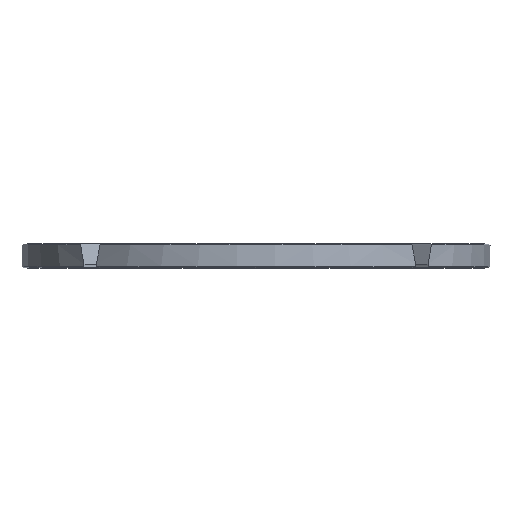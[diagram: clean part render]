
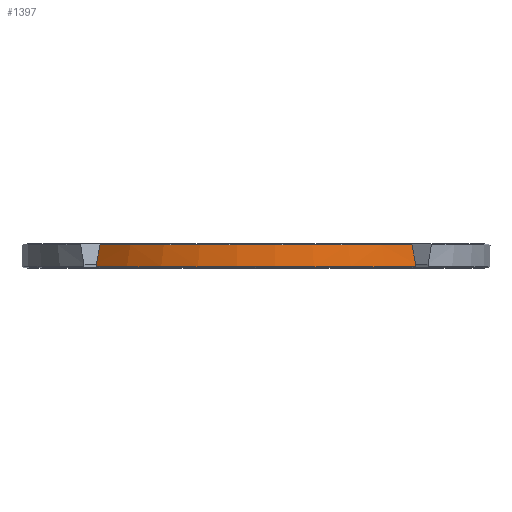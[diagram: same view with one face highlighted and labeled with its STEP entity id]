
A CAD part, top view. The second image highlights one B-rep face of the part: STEP entity #1397.
In plain terms, the highlighted cylindrical face has radius 68.9 mm (diameter 137.8 mm), a partial arc.
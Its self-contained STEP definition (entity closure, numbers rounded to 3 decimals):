
#28 = CARTESIAN_POINT ( 'NONE',  ( -46.515, -4.099, 50.831 ) ) ;
#31 = EDGE_CURVE ( 'NONE', #1677, #1841, #283, .T. ) ;
#43 = LINE ( 'NONE', #953, #907 ) ;
#47 = ORIENTED_EDGE ( 'NONE', *, *, #1399, .T. ) ;
#135 = AXIS2_PLACEMENT_3D ( 'NONE', #158, #779, #1393 ) ;
#158 = CARTESIAN_POINT ( 'NONE',  ( 0., 2.462, 0. ) ) ;
#165 = ORIENTED_EDGE ( 'NONE', *, *, #31, .T. ) ;
#203 = CARTESIAN_POINT ( 'NONE',  ( -45.757, -0.3, 51.512 ) ) ;
#215 = CARTESIAN_POINT ( 'NONE',  ( 46.515, -4.099, 50.831 ) ) ;
#242 = EDGE_CURVE ( 'NONE', #303, #340, #1584, .T. ) ;
#245 = CARTESIAN_POINT ( 'NONE',  ( -46.889, -6., 50.484 ) ) ;
#264 = VERTEX_POINT ( 'NONE', #1001 ) ;
#281 = ORIENTED_EDGE ( 'NONE', *, *, #1230, .F. ) ;
#283 =( BOUNDED_CURVE ( )  B_SPLINE_CURVE ( 3, ( #1276, #1269, #28, #1447 ),
 .UNSPECIFIED., .F., .F. ) 
 B_SPLINE_CURVE_WITH_KNOTS ( ( 4, 4 ),
 ( 1.512, 1.534 ),
 .UNSPECIFIED. ) 
 CURVE ( )  GEOMETRIC_REPRESENTATION_ITEM ( )  RATIONAL_B_SPLINE_CURVE ( ( 1., 1., 1., 1. ) ) 
 REPRESENTATION_ITEM ( '' )  );
#303 = VERTEX_POINT ( 'NONE', #1707 ) ;
#322 = AXIS2_PLACEMENT_3D ( 'NONE', #1953, #1672, #1178 ) ;
#340 = VERTEX_POINT ( 'NONE', #1967 ) ;
#346 = DIRECTION ( 'NONE',  ( 0., 0., 1. ) ) ;
#402 = ORIENTED_EDGE ( 'NONE', *, *, #242, .T. ) ;
#503 = CARTESIAN_POINT ( 'NONE',  ( 0., -6.7, 0. ) ) ;
#511 = CARTESIAN_POINT ( 'NONE',  ( 46.889, -6.7, 50.484 ) ) ;
#512 = LINE ( 'NONE', #1566, #1499 ) ;
#515 = DIRECTION ( 'NONE',  ( 0., 1., 0. ) ) ;
#589 = EDGE_LOOP ( 'NONE', ( #47, #1320, #402, #281, #165, #1247 ) ) ;
#662 = CYLINDRICAL_SURFACE ( 'NONE', #135, 68.9 ) ;
#779 = DIRECTION ( 'NONE',  ( 0., 1., 0. ) ) ;
#907 = VECTOR ( 'NONE', #515, 1000. ) ;
#953 = CARTESIAN_POINT ( 'NONE',  ( -46.889, -7., 50.484 ) ) ;
#987 = CARTESIAN_POINT ( 'NONE',  ( 46.889, -6., 50.484 ) ) ;
#1001 = CARTESIAN_POINT ( 'NONE',  ( -46.889, -6.7, 50.484 ) ) ;
#1119 = DIRECTION ( 'NONE',  ( 0., 1., 0. ) ) ;
#1178 = DIRECTION ( 'NONE',  ( 0., 0., 1. ) ) ;
#1230 = EDGE_CURVE ( 'NONE', #1677, #340, #1715, .T. ) ;
#1247 = ORIENTED_EDGE ( 'NONE', *, *, #1622, .F. ) ;
#1255 = VERTEX_POINT ( 'NONE', #511 ) ;
#1262 = DIRECTION ( 'NONE',  ( 0., 1., 0. ) ) ;
#1269 = CARTESIAN_POINT ( 'NONE',  ( -46.138, -2.199, 51.174 ) ) ;
#1276 = CARTESIAN_POINT ( 'NONE',  ( -45.757, -0.3, 51.512 ) ) ;
#1290 = AXIS2_PLACEMENT_3D ( 'NONE', #503, #1119, #346 ) ;
#1320 = ORIENTED_EDGE ( 'NONE', *, *, #1973, .T. ) ;
#1322 = CIRCLE ( 'NONE', #1290, 68.9 ) ;
#1393 = DIRECTION ( 'NONE',  ( 0., 0., 1. ) ) ;
#1397 = ADVANCED_FACE ( 'NONE', ( #1895 ), #662, .T. ) ;
#1399 = EDGE_CURVE ( 'NONE', #264, #1255, #1322, .T. ) ;
#1447 = CARTESIAN_POINT ( 'NONE',  ( -46.889, -6., 50.484 ) ) ;
#1499 = VECTOR ( 'NONE', #1262, 1000. ) ;
#1566 = CARTESIAN_POINT ( 'NONE',  ( 46.889, -7., 50.484 ) ) ;
#1584 =( BOUNDED_CURVE ( )  B_SPLINE_CURVE ( 3, ( #987, #215, #1956, #1792 ),
 .UNSPECIFIED., .F., .F. ) 
 B_SPLINE_CURVE_WITH_KNOTS ( ( 4, 4 ),
 ( 4.749, 4.771 ),
 .UNSPECIFIED. ) 
 CURVE ( )  GEOMETRIC_REPRESENTATION_ITEM ( )  RATIONAL_B_SPLINE_CURVE ( ( 1., 1., 1., 1. ) ) 
 REPRESENTATION_ITEM ( '' )  );
#1622 = EDGE_CURVE ( 'NONE', #264, #1841, #43, .T. ) ;
#1672 = DIRECTION ( 'NONE',  ( 0., 1., 0. ) ) ;
#1677 = VERTEX_POINT ( 'NONE', #203 ) ;
#1707 = CARTESIAN_POINT ( 'NONE',  ( 46.889, -6., 50.484 ) ) ;
#1715 = CIRCLE ( 'NONE', #322, 68.9 ) ;
#1792 = CARTESIAN_POINT ( 'NONE',  ( 45.757, -0.3, 51.512 ) ) ;
#1841 = VERTEX_POINT ( 'NONE', #245 ) ;
#1895 = FACE_OUTER_BOUND ( 'NONE', #589, .T. ) ;
#1953 = CARTESIAN_POINT ( 'NONE',  ( 0., -0.3, 0. ) ) ;
#1956 = CARTESIAN_POINT ( 'NONE',  ( 46.138, -2.199, 51.174 ) ) ;
#1967 = CARTESIAN_POINT ( 'NONE',  ( 45.757, -0.3, 51.512 ) ) ;
#1973 = EDGE_CURVE ( 'NONE', #1255, #303, #512, .T. ) ;
